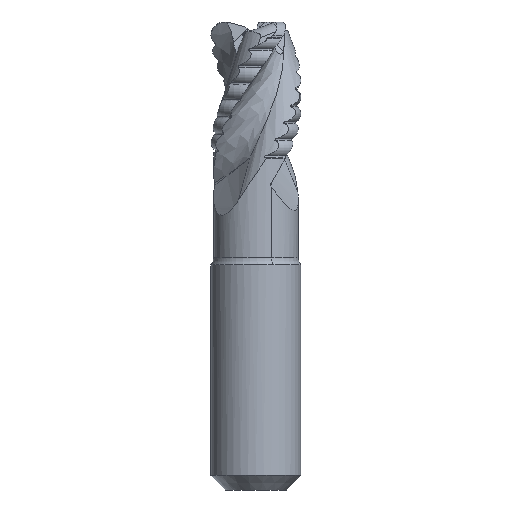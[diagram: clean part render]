
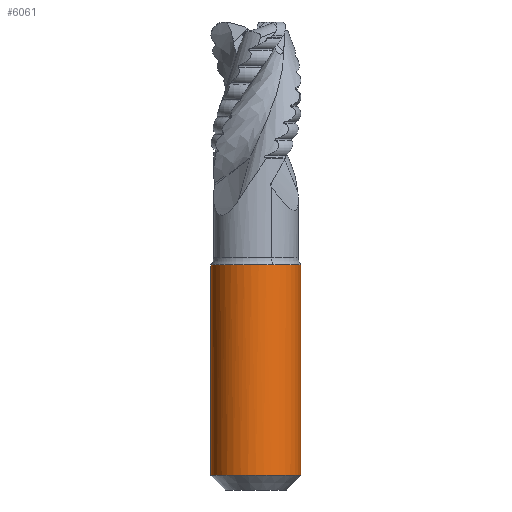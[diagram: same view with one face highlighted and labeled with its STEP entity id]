
A CAD part, left-side view. The second image highlights one B-rep face of the part: STEP entity #6061.
In plain terms, the highlighted cylindrical face has radius 10 mm (diameter 20 mm), a partial arc.
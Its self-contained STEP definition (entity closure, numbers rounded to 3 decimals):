
#1092=CARTESIAN_POINT('',(0.,0.,3.3));
#1093=DIRECTION('',(0.,0.,-1.));
#1094=DIRECTION('',(0.,-1.,0.));
#1095=AXIS2_PLACEMENT_3D('',#1092,#1093,#1094);
#1102=DIRECTION('',(0.,0.,1.));
#1103=VECTOR('',#1102,46.7);
#1104=CARTESIAN_POINT('',(0.,-10.,3.3));
#1105=LINE('',#1104,#1103);
#1106=DIRECTION('',(0.,0.,1.));
#1107=VECTOR('',#1106,46.7);
#1108=CARTESIAN_POINT('',(0.,10.,3.3));
#1109=LINE('',#1108,#1107);
#1110=CARTESIAN_POINT('',(0.,0.,50.));
#1111=DIRECTION('',(0.,0.,-1.));
#1112=DIRECTION('',(0.,-1.,0.));
#1113=AXIS2_PLACEMENT_3D('',#1110,#1111,#1112);
#1120=CARTESIAN_POINT('',(0.,0.,50.));
#1121=DIRECTION('',(0.,0.,-1.));
#1122=DIRECTION('',(-0.928,-0.373,0.));
#1123=AXIS2_PLACEMENT_3D('',#1120,#1121,#1122);
#4911=CARTESIAN_POINT('',(0.,-10.,3.3));
#4913=VERTEX_POINT('',#4911);
#4915=CARTESIAN_POINT('',(0.,10.,3.3));
#4917=VERTEX_POINT('',#4915);
#4918=CARTESIAN_POINT('',(0.,-10.,50.));
#4919=VERTEX_POINT('',#4918);
#4920=CARTESIAN_POINT('',(0.,10.,50.));
#4921=VERTEX_POINT('',#4920);
#5120=CARTESIAN_POINT('',(-9.277,-3.734,50.));
#5121=VERTEX_POINT('',#5120);
#6045=CARTESIAN_POINT('',(0.,0.,52.5));
#6046=DIRECTION('',(0.,0.,-1.));
#6047=DIRECTION('',(0.,-1.,0.));
#6048=AXIS2_PLACEMENT_3D('',#6045,#6046,#6047);
#6049=CYLINDRICAL_SURFACE('',#6048,10.);
#6050=ORIENTED_EDGE('',*,*,#6040,.T.);
#6052=ORIENTED_EDGE('',*,*,#6051,.T.);
#6054=ORIENTED_EDGE('',*,*,#6053,.F.);
#6056=ORIENTED_EDGE('',*,*,#6055,.F.);
#6058=ORIENTED_EDGE('',*,*,#6057,.F.);
#6059=EDGE_LOOP('',(#6050,#6052,#6054,#6056,#6058));
#6060=FACE_OUTER_BOUND('',#6059,.F.);
#1096=CIRCLE('',#1095,10.);
#1114=CIRCLE('',#1113,10.);
#1124=CIRCLE('',#1123,10.);
#6040=EDGE_CURVE('',#4913,#4917,#1096,.T.);
#6051=EDGE_CURVE('',#4917,#4921,#1109,.T.);
#6053=EDGE_CURVE('',#5121,#4921,#1124,.T.);
#6055=EDGE_CURVE('',#4919,#5121,#1114,.T.);
#6057=EDGE_CURVE('',#4913,#4919,#1105,.T.);
#6061=ADVANCED_FACE('',(#6060),#6049,.T.);
